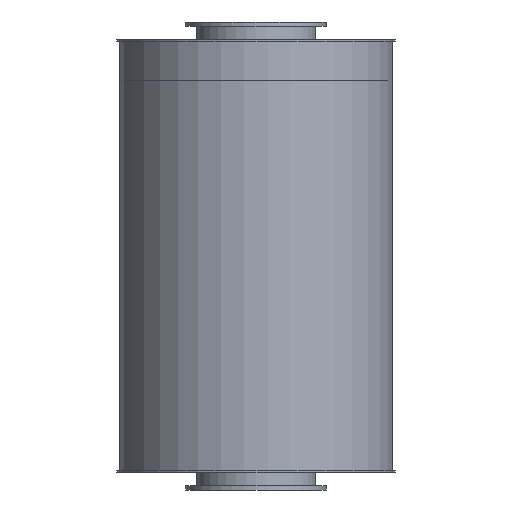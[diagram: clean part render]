
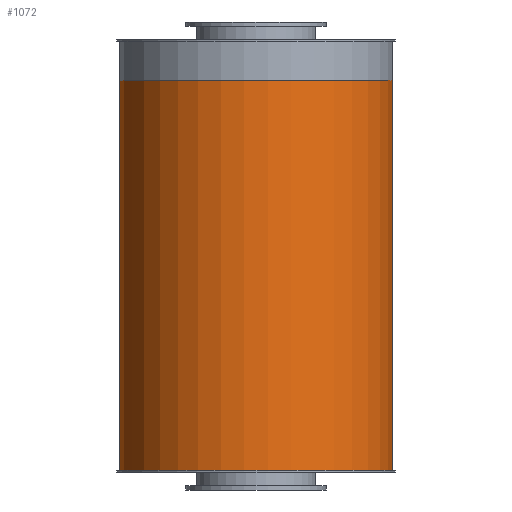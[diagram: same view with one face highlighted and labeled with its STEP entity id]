
A CAD part, front view. The second image highlights one B-rep face of the part: STEP entity #1072.
In plain terms, the highlighted cylindrical face has radius 700 mm (diameter 1400 mm), a partial arc.
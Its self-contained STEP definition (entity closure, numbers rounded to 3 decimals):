
#19=LINE('',#1853,#31);
#21=LINE('',#1862,#33);
#31=VECTOR('',#1556,2000.);
#33=VECTOR('',#1564,2000.);
#244=FACE_OUTER_BOUND('',#416,.T.);
#416=EDGE_LOOP('',(#928,#929,#930,#931));
#512=CIRCLE('',#1240,700.);
#514=CIRCLE('',#1243,700.);
#610=VERTEX_POINT('',#1850);
#611=VERTEX_POINT('',#1852);
#614=VERTEX_POINT('',#1859);
#615=VERTEX_POINT('',#1861);
#714=EDGE_CURVE('',#611,#610,#19,.T.);
#718=EDGE_CURVE('',#615,#614,#21,.T.);
#720=EDGE_CURVE('',#615,#610,#512,.T.);
#722=EDGE_CURVE('',#614,#611,#514,.T.);
#928=ORIENTED_EDGE('',*,*,#718,.T.);
#929=ORIENTED_EDGE('',*,*,#722,.T.);
#930=ORIENTED_EDGE('',*,*,#714,.T.);
#931=ORIENTED_EDGE('',*,*,#720,.F.);
#1004=CYLINDRICAL_SURFACE('',#1245,700.);
#1072=ADVANCED_FACE('',(#244),#1004,.T.);
#1240=AXIS2_PLACEMENT_3D('',#1865,#1569,#1570);
#1243=AXIS2_PLACEMENT_3D('',#1868,#1575,#1576);
#1245=AXIS2_PLACEMENT_3D('',#1870,#1579,#1580);
#1556=DIRECTION('',(0.,0.,-1.));
#1564=DIRECTION('',(0.,0.,1.));
#1569=DIRECTION('center_axis',(0.,0.,-1.));
#1570=DIRECTION('ref_axis',(-1.,0.,0.));
#1575=DIRECTION('center_axis',(0.,0.,-1.));
#1576=DIRECTION('ref_axis',(-1.,0.,0.));
#1579=DIRECTION('center_axis',(0.,0.,1.));
#1580=DIRECTION('ref_axis',(-1.,0.,0.));
#1850=CARTESIAN_POINT('',(-298.461,633.183,0.));
#1852=CARTESIAN_POINT('',(-298.461,633.183,2000.));
#1853=CARTESIAN_POINT('',(-298.461,633.183,2000.));
#1859=CARTESIAN_POINT('',(298.461,633.183,2000.));
#1861=CARTESIAN_POINT('',(298.461,633.183,0.));
#1862=CARTESIAN_POINT('',(298.461,633.183,2000.));
#1865=CARTESIAN_POINT('Origin',(0.,0.,0.));
#1868=CARTESIAN_POINT('Origin',(0.,0.,2000.));
#1870=CARTESIAN_POINT('Origin',(0.,0.,0.));
